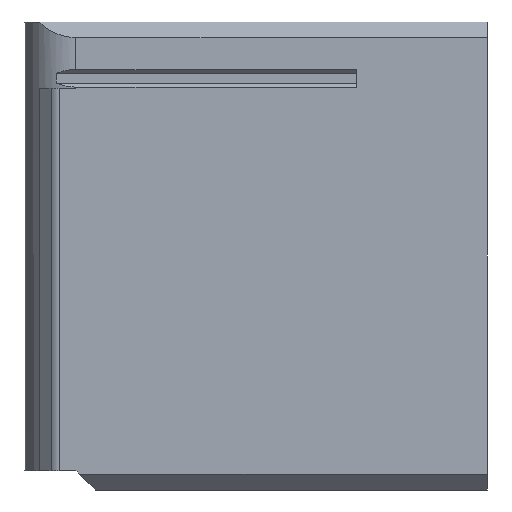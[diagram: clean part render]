
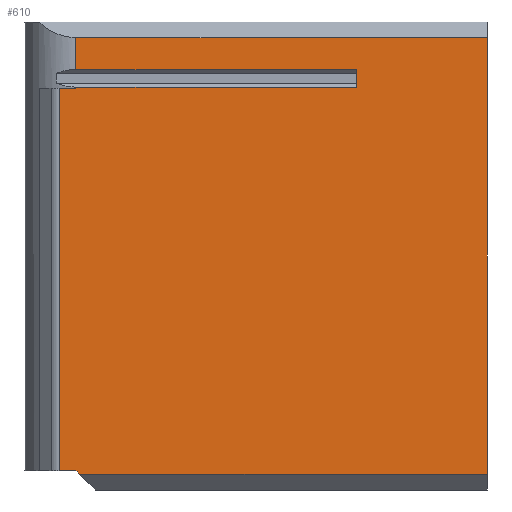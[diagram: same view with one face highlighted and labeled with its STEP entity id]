
A CAD part, left-side view. The second image highlights one B-rep face of the part: STEP entity #610.
In plain terms, the highlighted planar face has unit normal (-1, 0, 0).
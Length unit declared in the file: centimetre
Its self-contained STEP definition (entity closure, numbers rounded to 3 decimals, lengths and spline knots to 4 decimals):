
#292=VERTEX_POINT('',#2948);
#293=VERTEX_POINT('',#2950);
#296=VERTEX_POINT('',#2958);
#300=VERTEX_POINT('',#2972);
#301=VERTEX_POINT('',#2974);
#304=VERTEX_POINT('',#2980);
#305=VERTEX_POINT('',#2981);
#313=VERTEX_POINT('',#3000);
#315=VERTEX_POINT('',#3006);
#316=VERTEX_POINT('',#3008);
#317=VERTEX_POINT('',#3010);
#318=VERTEX_POINT('',#3013);
#342=EDGE_CURVE('',#293,#292,#776,.T.);
#348=EDGE_CURVE('',#293,#296,#779,.T.);
#354=EDGE_CURVE('',#300,#301,#783,.T.);
#358=EDGE_CURVE('',#304,#305,#783,.T.);
#367=EDGE_CURVE('',#300,#296,#787,.T.);
#368=EDGE_CURVE('',#301,#313,#788,.T.);
#371=EDGE_CURVE('',#292,#315,#791,.T.);
#372=EDGE_CURVE('',#316,#315,#792,.T.);
#373=EDGE_CURVE('',#316,#317,#793,.T.);
#374=EDGE_CURVE('',#305,#317,#794,.T.);
#375=EDGE_CURVE('',#318,#304,#795,.T.);
#376=EDGE_CURVE('',#313,#318,#796,.T.);
#459=ORIENTED_EDGE('',*,*,#348,.F.);
#460=ORIENTED_EDGE('',*,*,#342,.T.);
#461=ORIENTED_EDGE('',*,*,#371,.T.);
#462=ORIENTED_EDGE('',*,*,#372,.F.);
#463=ORIENTED_EDGE('',*,*,#373,.T.);
#464=ORIENTED_EDGE('',*,*,#374,.F.);
#465=ORIENTED_EDGE('',*,*,#358,.F.);
#466=ORIENTED_EDGE('',*,*,#375,.F.);
#467=ORIENTED_EDGE('',*,*,#376,.F.);
#468=ORIENTED_EDGE('',*,*,#368,.F.);
#469=ORIENTED_EDGE('',*,*,#354,.F.);
#470=ORIENTED_EDGE('',*,*,#367,.T.);
#558=EDGE_LOOP('',(#459,#460,#461,#462,#463,#464,#465,#466,#467,#468,#469,
#470));
#584=FACE_BOUND('',#558,.T.);
#610=ADVANCED_FACE('',(#584),#2450,.F.);
#776=LINE('',#2949,#2378);
#779=LINE('',#2961,#2381);
#783=LINE('',#2973,#2385);
#787=LINE('',#2997,#2389);
#788=LINE('',#2999,#2390);
#791=LINE('',#3005,#2393);
#792=LINE('',#3007,#2394);
#793=LINE('',#3009,#2395);
#794=LINE('',#3011,#2396);
#795=LINE('',#3012,#2397);
#796=LINE('',#3014,#2398);
#2211=AXIS2_PLACEMENT_3D('',#3004,#3299,$);
#2378=VECTOR('',#3252,1.);
#2381=VECTOR('',#3263,1.);
#2385=VECTOR('',#3275,1.);
#2389=VECTOR('',#3294,1.);
#2390=VECTOR('',#3296,1.);
#2393=VECTOR('',#3300,1.);
#2394=VECTOR('',#3301,1.);
#2395=VECTOR('',#3302,1.);
#2396=VECTOR('',#3303,1.);
#2397=VECTOR('',#3304,1.);
#2398=VECTOR('',#3305,1.);
#2450=PLANE('',#2211);
#2948=CARTESIAN_POINT('',(-1.325,0.,-11.55));
#2949=CARTESIAN_POINT('',(-1.325,0.5488,-11.55));
#2950=CARTESIAN_POINT('',(-1.325,0.4246,-11.55));
#2958=CARTESIAN_POINT('',(-1.325,0.4246,-1.7));
#2961=CARTESIAN_POINT('',(-1.325,0.4246,-8.7875));
#2972=CARTESIAN_POINT('',(-1.325,0.,-1.7));
#2973=CARTESIAN_POINT('',(-1.325,0.,0.));
#2974=CARTESIAN_POINT('',(-1.325,0.,-1.675));
#2980=CARTESIAN_POINT('',(-1.325,0.,-1.225));
#2981=CARTESIAN_POINT('',(-1.325,0.,-0.4));
#2997=CARTESIAN_POINT('',(-1.325,0.5488,-1.7));
#2999=CARTESIAN_POINT('',(-1.325,-4.1672,-1.675));
#3000=CARTESIAN_POINT('',(-1.325,-7.2344,-1.675));
#3004=CARTESIAN_POINT('',(-1.325,-5.3,-6.025));
#3005=CARTESIAN_POINT('',(-1.325,-0.0935,-11.6435));
#3006=CARTESIAN_POINT('',(-1.325,-0.1,-11.65));
#3007=CARTESIAN_POINT('',(-1.325,-2.65,-11.65));
#3008=CARTESIAN_POINT('',(-1.325,-10.6,-11.65));
#3009=CARTESIAN_POINT('',(-1.325,-10.6,-12.05));
#3010=CARTESIAN_POINT('',(-1.325,-10.6,-0.4));
#3011=CARTESIAN_POINT('',(-1.325,-2.65,-0.4));
#3012=CARTESIAN_POINT('',(-1.325,-4.1672,-1.225));
#3013=CARTESIAN_POINT('',(-1.325,-7.2344,-1.225));
#3014=CARTESIAN_POINT('',(-1.325,-7.2344,-3.7375));
#3252=DIRECTION('',(0.,-1.,0.));
#3263=DIRECTION('',(0.,0.,1.));
#3275=DIRECTION('',(0.,0.,1.));
#3294=DIRECTION('',(0.,1.,0.));
#3296=DIRECTION('',(0.,-1.,0.));
#3299=DIRECTION('',(1.,0.,0.));
#3300=DIRECTION('',(0.,-0.707,-0.707));
#3301=DIRECTION('',(0.,1.,0.));
#3302=DIRECTION('',(0.,0.,1.));
#3303=DIRECTION('',(0.,-1.,0.));
#3304=DIRECTION('',(0.,1.,0.));
#3305=DIRECTION('',(0.,0.,1.));
